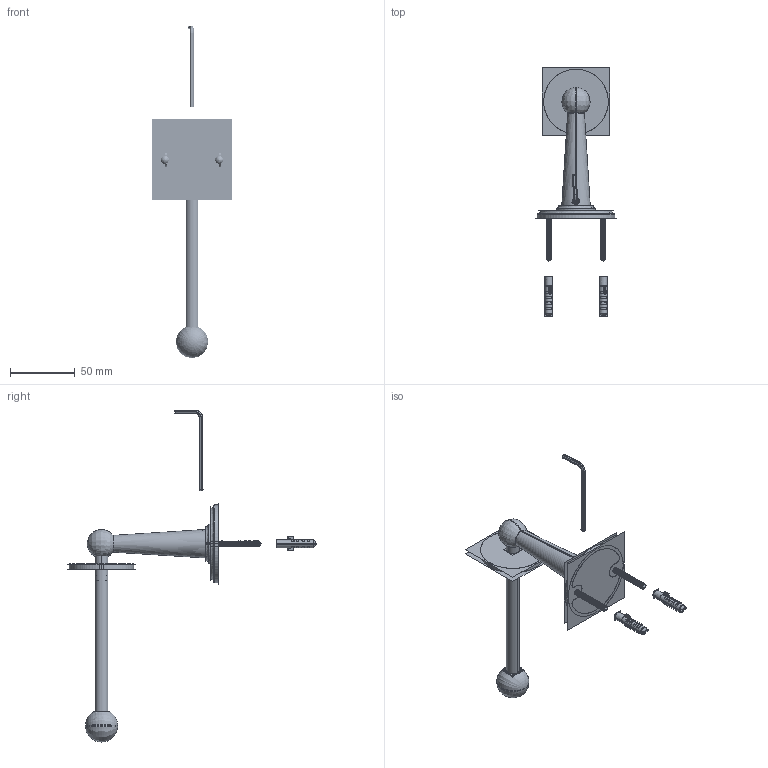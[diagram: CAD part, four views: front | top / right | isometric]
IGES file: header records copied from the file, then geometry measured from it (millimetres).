
Start section:  PTC IGES file: 2004128.igs
Global section: file name: 2004128.igs; native system: Pro/ENGINEER by Parametric Technology Corporation; preprocessor: 2008230; author: Administrator; organization: Unknown; date: 20140606.104235; units: millimetre
Bounding box: 62.4 x 191.82 x 256.54 mm (x, y, z)
Volume: 61752.3 mm3; surface area: 198281.7 mm2
Topology: 12 solids, 19 shells, 1396 faces, 7180 edges, 9108 vertices
Faces by surface type: revolution 844, bspline 552
